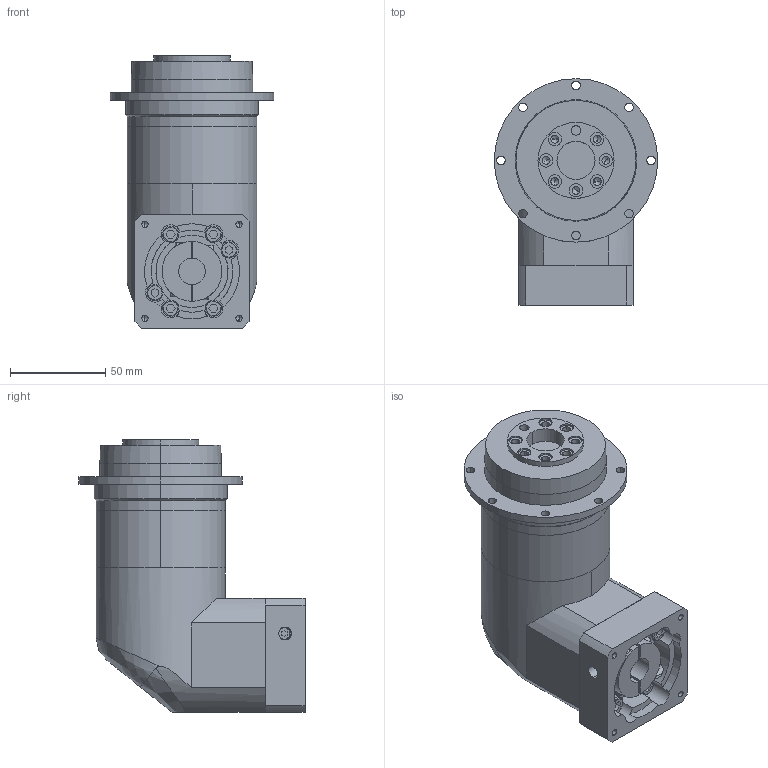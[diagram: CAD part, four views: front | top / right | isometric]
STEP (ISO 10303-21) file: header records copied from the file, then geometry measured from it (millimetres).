
FILE_DESCRIPTION (( 'STEP AP203' ), '1' );
FILE_NAME ('GPDR064-L2-(14-50-70-M4).STEP', '2022-05-26T05:59:54', ( '微软用户' ), ( '微软中国' ), 'SwSTEP 2.0', 'SolidWorks 2018', '' );
FILE_SCHEMA (( 'CONFIG_CONTROL_DESIGN' ));
Length unit declared in the file: millimetre
Products named in the file (1): GPDR064-L2-(14-50-70-M4)
Bounding box: 86 x 119 x 143.5 mm (x, y, z)
Volume: 607133.7 mm3; surface area: 82382.7 mm2
Topology: 4 solids, 4 shells, 326 faces, 803 edges, 505 vertices
Faces by surface type: cylinder 149, plane 128, cone 30, torus 16, bspline 3
Entity records: 10251 total; most frequent: CARTESIAN_POINT 2275, DIRECTION 1760, ORIENTED_EDGE 1562, EDGE_CURVE 781, AXIS2_PLACEMENT_3D 690, VERTEX_POINT 505, EDGE_LOOP 394, VECTOR 380
